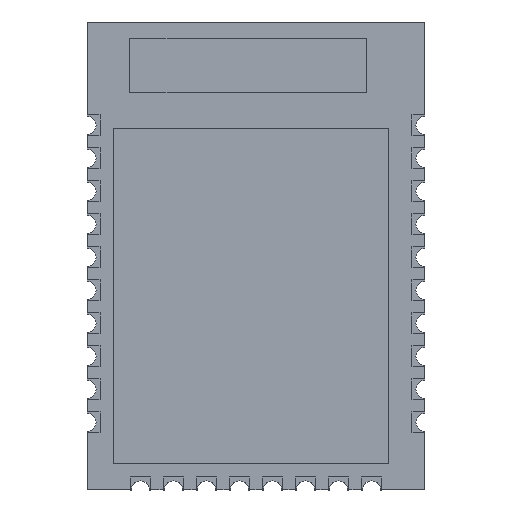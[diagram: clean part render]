
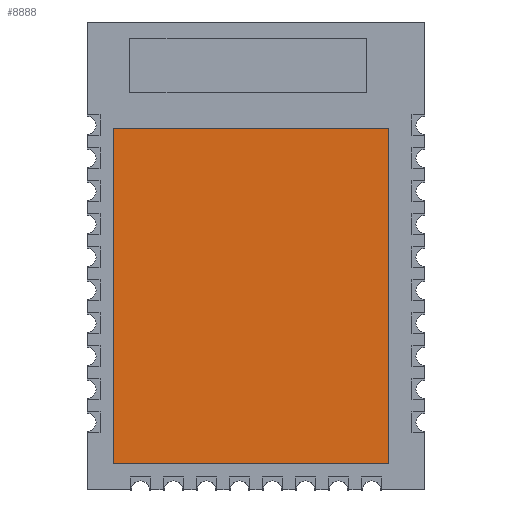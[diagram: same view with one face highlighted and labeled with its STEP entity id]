
A CAD part, top view. The second image highlights one B-rep face of the part: STEP entity #8888.
In plain terms, the highlighted planar face has unit normal (0, 0, 1).
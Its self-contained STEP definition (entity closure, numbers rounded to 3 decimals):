
#4320 = VERTEX_POINT('',#4321);
#4321 = CARTESIAN_POINT('',(-5.5,-17.13,3.035));
#4327 = EDGE_CURVE('',#4320,#4328,#4330,.T.);
#4328 = VERTEX_POINT('',#4329);
#4329 = CARTESIAN_POINT('',(-5.5,-4.23,3.035));
#4330 = LINE('',#4331,#4332);
#4331 = CARTESIAN_POINT('',(-5.5,-17.13,3.035));
#4332 = VECTOR('',#4333,1.);
#4333 = DIRECTION('',(0.,1.,0.));
#4351 = VERTEX_POINT('',#4352);
#4352 = CARTESIAN_POINT('',(5.1,-17.13,3.035));
#4358 = EDGE_CURVE('',#4351,#4320,#4359,.T.);
#4359 = LINE('',#4360,#4361);
#4360 = CARTESIAN_POINT('',(5.1,-17.13,3.035));
#4361 = VECTOR('',#4362,1.);
#4362 = DIRECTION('',(-1.,0.,0.));
#4375 = VERTEX_POINT('',#4376);
#4376 = CARTESIAN_POINT('',(5.1,-4.23,3.035));
#4382 = EDGE_CURVE('',#4375,#4351,#4383,.T.);
#4383 = LINE('',#4384,#4385);
#4384 = CARTESIAN_POINT('',(5.1,-4.23,3.035));
#4385 = VECTOR('',#4386,1.);
#4386 = DIRECTION('',(0.,-1.,0.));
#4399 = EDGE_CURVE('',#4328,#4375,#4400,.T.);
#4400 = LINE('',#4401,#4402);
#4401 = CARTESIAN_POINT('',(-5.5,-4.23,3.035));
#4402 = VECTOR('',#4403,1.);
#4403 = DIRECTION('',(1.,0.,0.));
#8888 = ADVANCED_FACE('',(#8889),#8895,.T.);
#8889 = FACE_BOUND('',#8890,.F.);
#8890 = EDGE_LOOP('',(#8891,#8892,#8893,#8894));
#8891 = ORIENTED_EDGE('',*,*,#4399,.T.);
#8892 = ORIENTED_EDGE('',*,*,#4382,.T.);
#8893 = ORIENTED_EDGE('',*,*,#4358,.T.);
#8894 = ORIENTED_EDGE('',*,*,#4327,.T.);
#8895 = PLANE('',#8896);
#8896 = AXIS2_PLACEMENT_3D('',#8897,#8898,#8899);
#8897 = CARTESIAN_POINT('',(-0.2,-10.68,3.035));
#8898 = DIRECTION('',(0.,0.,1.));
#8899 = DIRECTION('',(0.,1.,0.));
